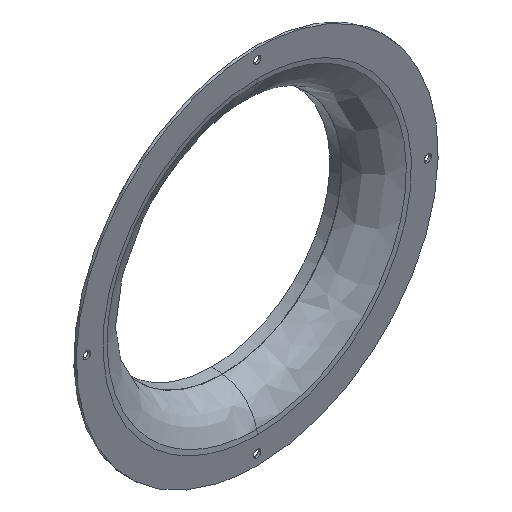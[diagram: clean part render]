
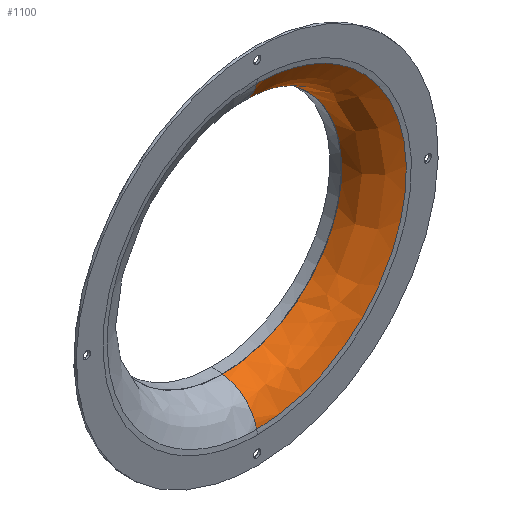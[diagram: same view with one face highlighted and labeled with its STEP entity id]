
A CAD part, isometric view. The second image highlights one B-rep face of the part: STEP entity #1100.
In plain terms, the highlighted free-form (B-spline) face has degree [3, 3] with [4, 4] control points.
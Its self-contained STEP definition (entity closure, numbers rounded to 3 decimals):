
#3 = CARTESIAN_POINT ( 'NONE',  ( 0., 23.648, 73.095 ) ) ;
#61 = CARTESIAN_POINT ( 'NONE',  ( 146.549, 21.206, 73.275 ) ) ;
#63 = CARTESIAN_POINT ( 'NONE',  ( 0., 0.318, 92.199 ) ) ;
#91 = EDGE_CURVE ( 'NONE', #506, #693, #121, .T. ) ;
#121 =( BOUNDED_CURVE ( )  B_SPLINE_CURVE ( 3, ( #1378, #1367, #422, #1648 ),
 .UNSPECIFIED., .F., .F. ) 
 B_SPLINE_CURVE_WITH_KNOTS ( ( 4, 4 ),
 ( 0., 1.226 ),
 .UNSPECIFIED. ) 
 CURVE ( )  GEOMETRIC_REPRESENTATION_ITEM ( )  RATIONAL_B_SPLINE_CURVE ( ( 0.966, 0.849, 0.849, 0.966 ) ) 
 REPRESENTATION_ITEM ( '' )  );
#144 = CARTESIAN_POINT ( 'NONE',  ( 0., 23.648, -73.095 ) ) ;
#155 = CARTESIAN_POINT ( 'NONE',  ( 0., -0.1, -94.612 ) ) ;
#160 = CARTESIAN_POINT ( 'NONE',  ( 0., 10.595, 74.589 ) ) ;
#170 = CARTESIAN_POINT ( 'NONE',  ( 0., 0.318, 92.199 ) ) ;
#240 = VERTEX_POINT ( 'NONE', #170 ) ;
#259 = ORIENTED_EDGE ( 'NONE', *, *, #1379, .T. ) ;
#291 = ORIENTED_EDGE ( 'NONE', *, *, #706, .F. ) ;
#407 = CARTESIAN_POINT ( 'NONE',  ( 0., 0.318, 92.199 ) ) ;
#422 = CARTESIAN_POINT ( 'NONE',  ( 0., 2.671, -81.769 ) ) ;
#424 = CARTESIAN_POINT ( 'NONE',  ( 189.224, -0.1, 94.612 ) ) ;
#506 = VERTEX_POINT ( 'NONE', #1186 ) ;
#549 = CARTESIAN_POINT ( 'NONE',  ( 163.908, 1.449, 81.954 ) ) ;
#556 = CARTESIAN_POINT ( 'NONE',  ( 146.191, 23.648, 73.095 ) ) ;
#564 = CARTESIAN_POINT ( 'NONE',  ( 146.191, 23.648, -73.095 ) ) ;
#576 = ORIENTED_EDGE ( 'NONE', *, *, #1684, .T. ) ;
#611 = CARTESIAN_POINT ( 'NONE',  ( 184.398, 0.318, -92.199 ) ) ;
#693 = VERTEX_POINT ( 'NONE', #1221 ) ;
#695 = CARTESIAN_POINT ( 'NONE',  ( 189.224, -0.1, -94.612 ) ) ;
#706 = EDGE_CURVE ( 'NONE', #506, #1201, #1726, .T. ) ;
#813 = CARTESIAN_POINT ( 'NONE',  ( 163.908, 1.449, -81.954 ) ) ;
#953 = CARTESIAN_POINT ( 'NONE',  ( 0., 10.9, 73.392 ) ) ;
#954 =( BOUNDED_SURFACE ( )  B_SPLINE_SURFACE ( 3, 3, ( 
 ( #144, #564, #556, #3 ),
 ( #1351, #1655, #1090, #953 ),
 ( #1652, #813, #549, #959 ),
 ( #155, #695, #424, #1513 ) ),
 .UNSPECIFIED., .F., .F., .F. ) 
 B_SPLINE_SURFACE_WITH_KNOTS ( ( 4, 4 ),
 ( 4, 4 ),
 ( 0., 1. ),
 ( 0., 1. ),
 .UNSPECIFIED. ) 
 GEOMETRIC_REPRESENTATION_ITEM ( )  RATIONAL_B_SPLINE_SURFACE ( (
 ( 1., 0.333, 0.333, 1.),
 ( 0.838, 0.279, 0.279, 0.838),
 ( 0.838, 0.279, 0.279, 0.838),
 ( 1., 0.333, 0.333, 1.) ) ) 
 REPRESENTATION_ITEM ( '' )  SURFACE ( )  );
#959 = CARTESIAN_POINT ( 'NONE',  ( 0., 1.449, 81.954 ) ) ;
#971 = CARTESIAN_POINT ( 'NONE',  ( 0., 2.671, 81.769 ) ) ;
#1007 = CARTESIAN_POINT ( 'NONE',  ( 0., 21.206, 73.275 ) ) ;
#1012 = CARTESIAN_POINT ( 'NONE',  ( 146.549, 21.206, -73.275 ) ) ;
#1025 = CARTESIAN_POINT ( 'NONE',  ( 0., 21.206, -73.275 ) ) ;
#1052 = EDGE_LOOP ( 'NONE', ( #291, #1107, #259, #576 ) ) ;
#1090 = CARTESIAN_POINT ( 'NONE',  ( 146.784, 10.9, 73.392 ) ) ;
#1100 = ADVANCED_FACE ( 'NONE', ( #1556 ), #954, .T. ) ;
#1107 = ORIENTED_EDGE ( 'NONE', *, *, #91, .T. ) ;
#1130 = CARTESIAN_POINT ( 'NONE',  ( 0., 0.318, -92.199 ) ) ;
#1186 = CARTESIAN_POINT ( 'NONE',  ( 0., 21.206, -73.275 ) ) ;
#1201 = VERTEX_POINT ( 'NONE', #1313 ) ;
#1221 = CARTESIAN_POINT ( 'NONE',  ( 0., 0.318, -92.199 ) ) ;
#1266 = CARTESIAN_POINT ( 'NONE',  ( 184.398, 0.318, 92.199 ) ) ;
#1313 = CARTESIAN_POINT ( 'NONE',  ( 0., 21.206, 73.275 ) ) ;
#1351 = CARTESIAN_POINT ( 'NONE',  ( 0., 10.9, -73.392 ) ) ;
#1356 =( BOUNDED_CURVE ( )  B_SPLINE_CURVE ( 3, ( #407, #971, #160, #1370 ),
 .UNSPECIFIED., .F., .T. ) 
 B_SPLINE_CURVE_WITH_KNOTS ( ( 4, 4 ),
 ( 0., 1.226 ),
 .UNSPECIFIED. ) 
 CURVE ( )  GEOMETRIC_REPRESENTATION_ITEM ( )  RATIONAL_B_SPLINE_CURVE ( ( 0.966, 0.849, 0.849, 0.966 ) ) 
 REPRESENTATION_ITEM ( '' )  );
#1367 = CARTESIAN_POINT ( 'NONE',  ( 0., 10.595, -74.589 ) ) ;
#1370 = CARTESIAN_POINT ( 'NONE',  ( 0., 21.206, 73.275 ) ) ;
#1378 = CARTESIAN_POINT ( 'NONE',  ( 0., 21.206, -73.275 ) ) ;
#1379 = EDGE_CURVE ( 'NONE', #693, #240, #1735, .T. ) ;
#1513 = CARTESIAN_POINT ( 'NONE',  ( 0., -0.1, 94.612 ) ) ;
#1556 = FACE_OUTER_BOUND ( 'NONE', #1052, .T. ) ;
#1648 = CARTESIAN_POINT ( 'NONE',  ( 0., 0.318, -92.199 ) ) ;
#1652 = CARTESIAN_POINT ( 'NONE',  ( 0., 1.449, -81.954 ) ) ;
#1655 = CARTESIAN_POINT ( 'NONE',  ( 146.784, 10.9, -73.392 ) ) ;
#1684 = EDGE_CURVE ( 'NONE', #240, #1201, #1356, .T. ) ;
#1726 =( BOUNDED_CURVE ( )  B_SPLINE_CURVE ( 3, ( #1025, #1012, #61, #1007 ),
 .UNSPECIFIED., .F., .T. ) 
 B_SPLINE_CURVE_WITH_KNOTS ( ( 4, 4 ),
 ( 0., 3.142 ),
 .UNSPECIFIED. ) 
 CURVE ( )  GEOMETRIC_REPRESENTATION_ITEM ( )  RATIONAL_B_SPLINE_CURVE ( ( 0.996, 0.332, 0.332, 0.996 ) ) 
 REPRESENTATION_ITEM ( '' )  );
#1735 =( BOUNDED_CURVE ( )  B_SPLINE_CURVE ( 3, ( #1130, #611, #1266, #63 ),
 .UNSPECIFIED., .F., .T. ) 
 B_SPLINE_CURVE_WITH_KNOTS ( ( 4, 4 ),
 ( 0., 3.142 ),
 .UNSPECIFIED. ) 
 CURVE ( )  GEOMETRIC_REPRESENTATION_ITEM ( )  RATIONAL_B_SPLINE_CURVE ( ( 0.966, 0.322, 0.322, 0.966 ) ) 
 REPRESENTATION_ITEM ( '' )  );
